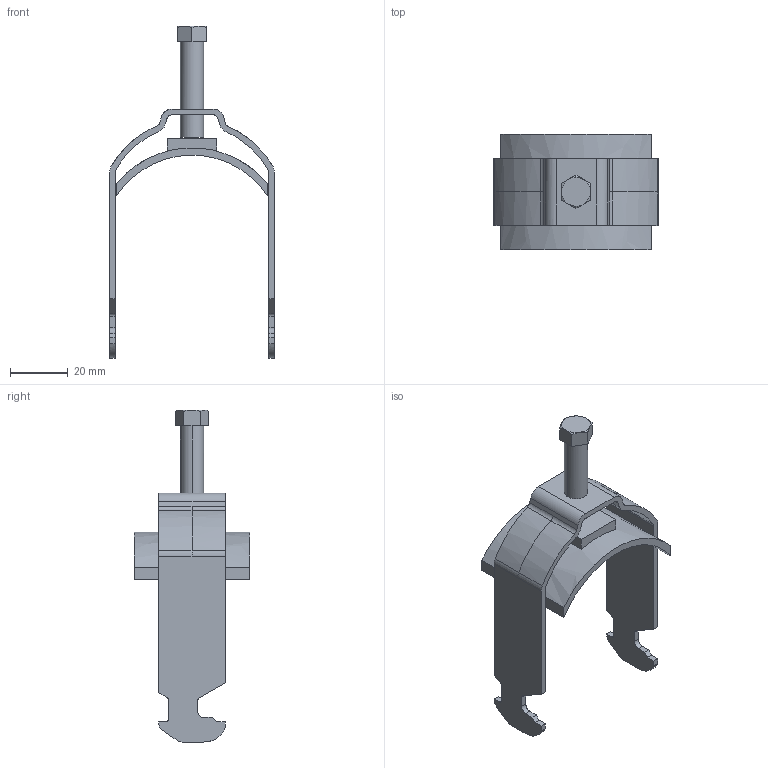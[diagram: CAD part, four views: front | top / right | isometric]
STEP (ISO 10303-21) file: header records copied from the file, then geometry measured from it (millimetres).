
FILE_DESCRIPTION(/* description */ (''),/* implementation_level */ '2;1');
FILE_NAME(/* name */ '1160524',/* time_stamp */ '2014-09-25T17:30:25+02:00',/* author */ (''),/* organization */ (''),/* preprocessor_version */ 'ST-DEVELOPER v15',/* originating_system */ '',/* authorisation */ '');
FILE_SCHEMA (('AUTOMOTIVE_DESIGN'));
Length unit declared in the file: millimetre
Products named in the file (2): Document; Block 03
Assembly tree (1 placements, depth 2):
  Document
    Block 03
Bounding box: 56.99 x 40 x 114.68 mm (x, y, z)
Volume: 18159.3 mm3; surface area: 16656.8 mm2
Topology: 3 solids, 3 shells, 107 faces, 284 edges, 186 vertices
Faces by surface type: bspline 54, plane 53
Entity records: 3520 total; most frequent: CARTESIAN_POINT 1799, ORIENTED_EDGE 568, EDGE_CURVE 284, VERTEX_POINT 186, B_SPLINE_CURVE_WITH_KNOTS 138, EDGE_LOOP 112, ADVANCED_FACE 107, FACE_OUTER_BOUND 107
